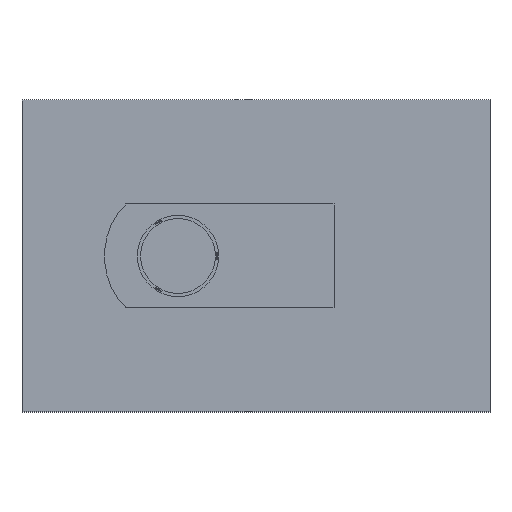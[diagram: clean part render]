
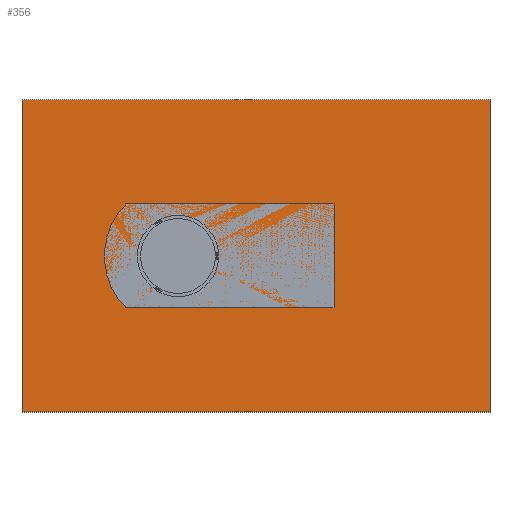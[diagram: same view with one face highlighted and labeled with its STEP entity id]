
A CAD part, top view. The second image highlights one B-rep face of the part: STEP entity #356.
In plain terms, the highlighted planar face has unit normal (0, 0, 1).
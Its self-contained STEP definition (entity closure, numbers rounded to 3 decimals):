
#194=CARTESIAN_POINT('',(-20.,20.,0.1));
#195=VERTEX_POINT('',#194);
#202=CARTESIAN_POINT('',(40.,20.,0.1));
#203=VERTEX_POINT('',#202);
#204=CARTESIAN_POINT('',(-20.,20.,0.1));
#205=DIRECTION('',(1.,0.,-0.));
#206=VECTOR('',#205,60.);
#207=LINE('',#204,#206);
#208=EDGE_CURVE('0:12974',#195,#203,#207,.T.);
#234=CARTESIAN_POINT('',(-20.,-20.,0.1));
#235=VERTEX_POINT('',#234);
#242=CARTESIAN_POINT('',(-20.,-20.,0.1));
#243=DIRECTION('',(0.,1.,0.));
#244=VECTOR('',#243,40.);
#245=LINE('',#242,#244);
#246=EDGE_CURVE('0:12977',#235,#195,#245,.T.);
#265=CARTESIAN_POINT('',(40.,-20.,0.1));
#266=VERTEX_POINT('',#265);
#273=CARTESIAN_POINT('',(40.,-20.,0.1));
#274=DIRECTION('',(-1.,0.,0.));
#275=VECTOR('',#274,60.);
#276=LINE('',#273,#275);
#277=EDGE_CURVE('0:12980',#266,#235,#276,.T.);
#294=CARTESIAN_POINT('',(40.,20.,0.1));
#295=DIRECTION('',(0.,-1.,0.));
#296=VECTOR('',#295,40.);
#297=LINE('',#294,#296);
#298=EDGE_CURVE('0:12971',#203,#266,#297,.T.);
#334=CARTESIAN_POINT('',(0.,0.,0.1));
#335=DIRECTION('',(0.,0.,1.));
#336=DIRECTION('',(1.,0.,0.));
#337=AXIS2_PLACEMENT_3D('',#334,#335,#336);
#338=PLANE('',#337);
#339=CARTESIAN_POINT('',(5.2,-0.,0.1));
#340=VERTEX_POINT('',#339);
#341=CARTESIAN_POINT('',(0.,0.,0.1));
#342=DIRECTION('',(-0.,-0.,-1.));
#343=DIRECTION('',(1.,0.,-0.));
#344=AXIS2_PLACEMENT_3D('',#341,#342,#343);
#345=CIRCLE('',#344,5.2);
#346=EDGE_CURVE('0:12965',#340,#340,#345,.T.);
#347=ORIENTED_EDGE('',*,*,#346,.T.);
#348=EDGE_LOOP('',(#347));
#349=FACE_BOUND('',#348,.T.);
#350=ORIENTED_EDGE('',*,*,#298,.F.);
#351=ORIENTED_EDGE('',*,*,#208,.F.);
#352=ORIENTED_EDGE('',*,*,#246,.F.);
#353=ORIENTED_EDGE('',*,*,#277,.F.);
#354=EDGE_LOOP('',(#350,#351,#352,#353));
#355=FACE_BOUND('',#354,.T.);
#356=ADVANCED_FACE('0:12959',(#349,#355),#338,.T.);
